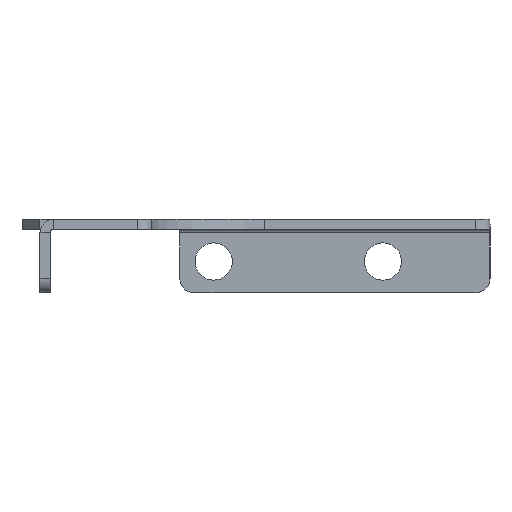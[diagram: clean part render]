
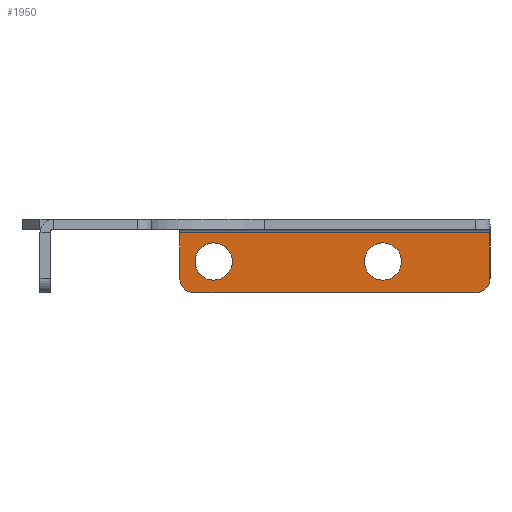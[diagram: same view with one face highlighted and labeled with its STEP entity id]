
A CAD part, left-side view. The second image highlights one B-rep face of the part: STEP entity #1950.
In plain terms, the highlighted planar face has unit normal (-1, 0, 0).
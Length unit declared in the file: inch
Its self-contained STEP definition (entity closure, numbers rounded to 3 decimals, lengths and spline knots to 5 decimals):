
#7 = DIRECTION ( 'NONE',  ( -1., 0., 0. ) ) ;
#13 = EDGE_CURVE ( 'NONE', #646, #2859, #1805, .T. ) ;
#62 = DIRECTION ( 'NONE',  ( 0., 0., -1. ) ) ;
#65 = CARTESIAN_POINT ( 'NONE',  ( 0.7, -3.075, -0.65 ) ) ;
#131 = VECTOR ( 'NONE', #1851, 39.37008 ) ;
#164 = DIRECTION ( 'NONE',  ( -1., 0., 0. ) ) ;
#174 = CIRCLE ( 'NONE', #1644, 0.16535 ) ;
#181 = CARTESIAN_POINT ( 'NONE',  ( 0.7, -0.75, -0.53937 ) ) ;
#240 = LINE ( 'NONE', #1342, #2561 ) ;
#257 = CARTESIAN_POINT ( 'NONE',  ( 0.7, -3.2, -0.119 ) ) ;
#392 = ORIENTED_EDGE ( 'NONE', *, *, #1096, .T. ) ;
#398 = EDGE_CURVE ( 'NONE', #2859, #1731, #240, .T. ) ;
#428 = CARTESIAN_POINT ( 'NONE',  ( 0.7, -2.25, -0.53937 ) ) ;
#480 = CARTESIAN_POINT ( 'NONE',  ( 0.7, -0.45, -0.119 ) ) ;
#564 = DIRECTION ( 'NONE',  ( -1., 0., 0. ) ) ;
#576 = PLANE ( 'NONE',  #1686 ) ;
#584 = CIRCLE ( 'NONE', #1397, 0.125 ) ;
#612 = EDGE_CURVE ( 'NONE', #1867, #1489, #2178, .T. ) ;
#642 = DIRECTION ( 'NONE',  ( 0., 0., 1. ) ) ;
#643 = AXIS2_PLACEMENT_3D ( 'NONE', #1746, #2456, #642 ) ;
#646 = VERTEX_POINT ( 'NONE', #1744 ) ;
#658 = EDGE_CURVE ( 'NONE', #646, #1489, #730, .T. ) ;
#680 = ORIENTED_EDGE ( 'NONE', *, *, #658, .T. ) ;
#686 = ORIENTED_EDGE ( 'NONE', *, *, #2135, .F. ) ;
#716 = ORIENTED_EDGE ( 'NONE', *, *, #398, .F. ) ;
#717 = CARTESIAN_POINT ( 'NONE',  ( 0.7, -0.75, -0.20866 ) ) ;
#730 = CIRCLE ( 'NONE', #1447, 0.125 ) ;
#733 = EDGE_CURVE ( 'NONE', #2292, #1357, #174, .T. ) ;
#762 = DIRECTION ( 'NONE',  ( 0., 0., 1. ) ) ;
#763 = EDGE_LOOP ( 'NONE', ( #1152, #680, #2328, #392, #2108, #716 ) ) ;
#830 = CARTESIAN_POINT ( 'NONE',  ( 0.7, -3.075, -0.525 ) ) ;
#846 = DIRECTION ( 'NONE',  ( 0., 0., 1. ) ) ;
#868 = ORIENTED_EDGE ( 'NONE', *, *, #733, .F. ) ;
#881 = CIRCLE ( 'NONE', #2676, 0.16535 ) ;
#895 = CARTESIAN_POINT ( 'NONE',  ( 0.7, -0.75, -0.37402 ) ) ;
#908 = CARTESIAN_POINT ( 'NONE',  ( 0.7, -2.25, -0.20866 ) ) ;
#937 = VECTOR ( 'NONE', #2597, 39.37008 ) ;
#1027 = AXIS2_PLACEMENT_3D ( 'NONE', #2684, #7, #1158 ) ;
#1060 = FACE_BOUND ( 'NONE', #2667, .T. ) ;
#1096 = EDGE_CURVE ( 'NONE', #1867, #2701, #584, .T. ) ;
#1125 = CIRCLE ( 'NONE', #1027, 0.16535 ) ;
#1152 = ORIENTED_EDGE ( 'NONE', *, *, #13, .F. ) ;
#1158 = DIRECTION ( 'NONE',  ( 0., 0., 1. ) ) ;
#1171 = VECTOR ( 'NONE', #62, 39.37008 ) ;
#1213 = CARTESIAN_POINT ( 'NONE',  ( 0.7, -0.575, -0.65 ) ) ;
#1281 = CARTESIAN_POINT ( 'NONE',  ( 0.7, -0.45, -0.65 ) ) ;
#1293 = CARTESIAN_POINT ( 'NONE',  ( 0.7, 0., 0. ) ) ;
#1297 = CARTESIAN_POINT ( 'NONE',  ( 0.7, -3.2, -0.525 ) ) ;
#1300 = EDGE_LOOP ( 'NONE', ( #686, #2479 ) ) ;
#1342 = CARTESIAN_POINT ( 'NONE',  ( 0.7, -0.45, -0.119 ) ) ;
#1357 = VERTEX_POINT ( 'NONE', #181 ) ;
#1371 = DIRECTION ( 'NONE',  ( -1., 0., 0. ) ) ;
#1392 = CARTESIAN_POINT ( 'NONE',  ( 0.7, -3.2, -0.65 ) ) ;
#1397 = AXIS2_PLACEMENT_3D ( 'NONE', #830, #2424, #2820 ) ;
#1447 = AXIS2_PLACEMENT_3D ( 'NONE', #2806, #564, #762 ) ;
#1489 = VERTEX_POINT ( 'NONE', #1213 ) ;
#1644 = AXIS2_PLACEMENT_3D ( 'NONE', #895, #2686, #846 ) ;
#1686 = AXIS2_PLACEMENT_3D ( 'NONE', #1293, #164, #2436 ) ;
#1731 = VERTEX_POINT ( 'NONE', #257 ) ;
#1744 = CARTESIAN_POINT ( 'NONE',  ( 0.7, -0.45, -0.525 ) ) ;
#1746 = CARTESIAN_POINT ( 'NONE',  ( 0.7, -2.25, -0.37402 ) ) ;
#1805 = LINE ( 'NONE', #2486, #131 ) ;
#1813 = VERTEX_POINT ( 'NONE', #908 ) ;
#1819 = EDGE_CURVE ( 'NONE', #1357, #2292, #881, .T. ) ;
#1851 = DIRECTION ( 'NONE',  ( 0., 0., 1. ) ) ;
#1867 = VERTEX_POINT ( 'NONE', #65 ) ;
#1950 = ADVANCED_FACE ( 'NONE', ( #1060, #2609, #1992 ), #576, .T. ) ;
#1982 = DIRECTION ( 'NONE',  ( 0., -1., 0. ) ) ;
#1992 = FACE_OUTER_BOUND ( 'NONE', #763, .T. ) ;
#2099 = LINE ( 'NONE', #1392, #1171 ) ;
#2108 = ORIENTED_EDGE ( 'NONE', *, *, #2287, .F. ) ;
#2135 = EDGE_CURVE ( 'NONE', #2139, #1813, #1125, .T. ) ;
#2139 = VERTEX_POINT ( 'NONE', #428 ) ;
#2178 = LINE ( 'NONE', #1281, #937 ) ;
#2275 = DIRECTION ( 'NONE',  ( 0., 0., 1. ) ) ;
#2287 = EDGE_CURVE ( 'NONE', #1731, #2701, #2099, .T. ) ;
#2292 = VERTEX_POINT ( 'NONE', #717 ) ;
#2328 = ORIENTED_EDGE ( 'NONE', *, *, #612, .F. ) ;
#2424 = DIRECTION ( 'NONE',  ( -1., 0., 0. ) ) ;
#2436 = DIRECTION ( 'NONE',  ( 0., 0., 1. ) ) ;
#2456 = DIRECTION ( 'NONE',  ( -1., 0., 0. ) ) ;
#2479 = ORIENTED_EDGE ( 'NONE', *, *, #2775, .F. ) ;
#2486 = CARTESIAN_POINT ( 'NONE',  ( 0.7, -0.45, -0.09 ) ) ;
#2494 = CIRCLE ( 'NONE', #643, 0.16535 ) ;
#2550 = ORIENTED_EDGE ( 'NONE', *, *, #1819, .F. ) ;
#2561 = VECTOR ( 'NONE', #1982, 39.37008 ) ;
#2597 = DIRECTION ( 'NONE',  ( 0., 1., 0. ) ) ;
#2609 = FACE_BOUND ( 'NONE', #1300, .T. ) ;
#2667 = EDGE_LOOP ( 'NONE', ( #2550, #868 ) ) ;
#2676 = AXIS2_PLACEMENT_3D ( 'NONE', #2707, #1371, #2275 ) ;
#2684 = CARTESIAN_POINT ( 'NONE',  ( 0.7, -2.25, -0.37402 ) ) ;
#2686 = DIRECTION ( 'NONE',  ( -1., 0., 0. ) ) ;
#2701 = VERTEX_POINT ( 'NONE', #1297 ) ;
#2707 = CARTESIAN_POINT ( 'NONE',  ( 0.7, -0.75, -0.37402 ) ) ;
#2775 = EDGE_CURVE ( 'NONE', #1813, #2139, #2494, .T. ) ;
#2806 = CARTESIAN_POINT ( 'NONE',  ( 0.7, -0.575, -0.525 ) ) ;
#2820 = DIRECTION ( 'NONE',  ( 0., 0., 1. ) ) ;
#2859 = VERTEX_POINT ( 'NONE', #480 ) ;
